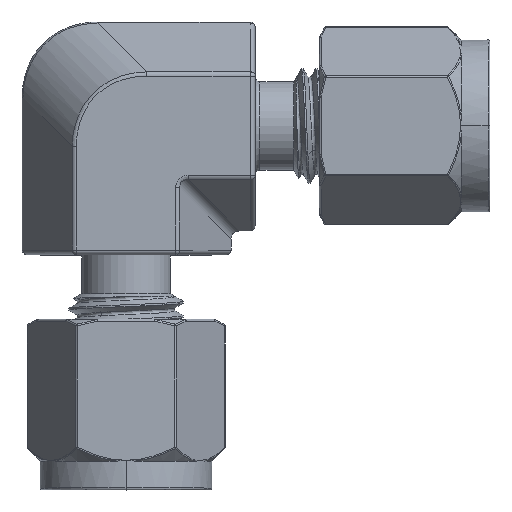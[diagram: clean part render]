
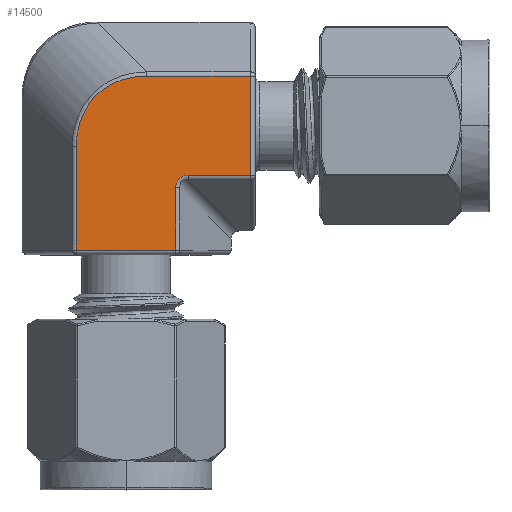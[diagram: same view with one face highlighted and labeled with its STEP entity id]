
A CAD part, top view. The second image highlights one B-rep face of the part: STEP entity #14500.
In plain terms, the highlighted planar face has unit normal (0, 0, 1).
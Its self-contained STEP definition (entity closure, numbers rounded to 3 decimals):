
#5114=DIRECTION('',(1.,0.,0.));
#5115=VECTOR('',#5114,4.332);
#5116=CARTESIAN_POINT('',(4.34,-3.474,6.35));
#5117=LINE('',#5116,#5115);
#5121=CARTESIAN_POINT('',(3.474,-4.34,6.35));
#5122=CARTESIAN_POINT('',(3.474,-4.314,6.35));
#5123=CARTESIAN_POINT('',(3.476,-4.263,6.35));
#5124=CARTESIAN_POINT('',(3.483,-4.192,6.35));
#5125=CARTESIAN_POINT('',(3.496,-4.124,6.35));
#5126=CARTESIAN_POINT('',(3.513,-4.059,6.35));
#5127=CARTESIAN_POINT('',(3.534,-3.997,6.35));
#5128=CARTESIAN_POINT('',(3.558,-3.939,6.35));
#5129=CARTESIAN_POINT('',(3.586,-3.885,6.35));
#5130=CARTESIAN_POINT('',(3.617,-3.835,6.35));
#5131=CARTESIAN_POINT('',(3.651,-3.787,6.35));
#5132=CARTESIAN_POINT('',(3.688,-3.743,6.35));
#5133=CARTESIAN_POINT('',(3.729,-3.702,6.35));
#5134=CARTESIAN_POINT('',(3.772,-3.663,6.35));
#5135=CARTESIAN_POINT('',(3.819,-3.628,6.35));
#5136=CARTESIAN_POINT('',(3.87,-3.595,6.35));
#5137=CARTESIAN_POINT('',(3.925,-3.565,6.35));
#5138=CARTESIAN_POINT('',(3.984,-3.539,6.35));
#5139=CARTESIAN_POINT('',(4.047,-3.516,6.35));
#5140=CARTESIAN_POINT('',(4.114,-3.498,6.35));
#5141=CARTESIAN_POINT('',(4.185,-3.484,6.35));
#5142=CARTESIAN_POINT('',(4.26,-3.476,6.35));
#5143=CARTESIAN_POINT('',(4.313,-3.474,6.35));
#5144=CARTESIAN_POINT('',(4.34,-3.474,6.35));
#5149=DIRECTION('',(0.,1.,0.));
#5150=VECTOR('',#5149,4.332);
#5151=CARTESIAN_POINT('',(3.474,-8.672,6.35));
#5152=LINE('',#5151,#5150);
#5156=DIRECTION('',(-1.,0.,0.));
#5157=VECTOR('',#5156,6.947);
#5158=CARTESIAN_POINT('',(3.474,-8.672,6.35));
#5159=LINE('',#5158,#5157);
#5163=DIRECTION('',(0.,-1.,0.));
#5164=VECTOR('',#5163,7.238);
#5165=CARTESIAN_POINT('',(-3.474,-1.434,6.35));
#5166=LINE('',#5165,#5164);
#5170=CARTESIAN_POINT('',(1.434,3.474,6.35));
#5171=CARTESIAN_POINT('',(1.336,3.474,6.35));
#5172=CARTESIAN_POINT('',(1.143,3.469,6.35));
#5173=CARTESIAN_POINT('',(0.867,3.449,6.35));
#5174=CARTESIAN_POINT('',(0.597,3.417,6.35));
#5175=CARTESIAN_POINT('',(0.336,3.372,6.35));
#5176=CARTESIAN_POINT('',(0.083,3.316,6.35));
#5177=CARTESIAN_POINT('',(-0.163,3.249,6.35));
#5178=CARTESIAN_POINT('',(-0.4,3.171,6.35));
#5179=CARTESIAN_POINT('',(-0.629,3.083,6.35));
#5180=CARTESIAN_POINT('',(-0.85,2.985,6.35));
#5181=CARTESIAN_POINT('',(-1.063,2.878,6.35));
#5182=CARTESIAN_POINT('',(-1.267,2.761,6.35));
#5183=CARTESIAN_POINT('',(-1.464,2.635,6.35));
#5184=CARTESIAN_POINT('',(-1.652,2.5,6.35));
#5185=CARTESIAN_POINT('',(-1.831,2.356,6.35));
#5186=CARTESIAN_POINT('',(-2.003,2.203,6.35));
#5187=CARTESIAN_POINT('',(-2.166,2.042,6.35));
#5188=CARTESIAN_POINT('',(-2.321,1.872,6.35));
#5189=CARTESIAN_POINT('',(-2.468,1.693,6.35));
#5190=CARTESIAN_POINT('',(-2.606,1.506,6.35));
#5191=CARTESIAN_POINT('',(-2.735,1.31,6.35));
#5192=CARTESIAN_POINT('',(-2.855,1.105,6.35));
#5193=CARTESIAN_POINT('',(-2.966,0.891,6.35));
#5194=CARTESIAN_POINT('',(-3.067,0.668,6.35));
#5195=CARTESIAN_POINT('',(-3.159,0.436,6.35));
#5196=CARTESIAN_POINT('',(-3.239,0.196,6.35));
#5197=CARTESIAN_POINT('',(-3.309,-0.053,6.35));
#5198=CARTESIAN_POINT('',(-3.367,-0.312,6.35));
#5199=CARTESIAN_POINT('',(-3.414,-0.578,6.35));
#5200=CARTESIAN_POINT('',(-3.448,-0.854,6.35));
#5201=CARTESIAN_POINT('',(-3.469,-1.139,6.35));
#5202=CARTESIAN_POINT('',(-3.474,-1.335,6.35));
#5203=CARTESIAN_POINT('',(-3.474,-1.434,6.35));
#5208=DIRECTION('',(-1.,0.,0.));
#5209=VECTOR('',#5208,7.238);
#5210=CARTESIAN_POINT('',(8.672,3.474,6.35));
#5211=LINE('',#5210,#5209);
#5215=DIRECTION('',(0.,-1.,0.));
#5216=VECTOR('',#5215,6.947);
#5217=CARTESIAN_POINT('',(8.672,3.474,6.35));
#5218=LINE('',#5217,#5216);
#10235=CARTESIAN_POINT('',(4.34,-3.474,6.35));
#10236=CARTESIAN_POINT('',(8.672,-3.474,6.35));
#10237=VERTEX_POINT('',#10235);
#10238=VERTEX_POINT('',#10236);
#10239=VERTEX_POINT('',#5121);
#10241=CARTESIAN_POINT('',(3.474,-8.672,6.35));
#10242=VERTEX_POINT('',#10241);
#10263=CARTESIAN_POINT('',(-3.474,-8.672,6.35));
#10264=VERTEX_POINT('',#10263);
#10271=CARTESIAN_POINT('',(8.672,3.474,6.35));
#10272=VERTEX_POINT('',#10271);
#10299=CARTESIAN_POINT('',(-3.474,-1.434,6.35));
#10300=VERTEX_POINT('',#10299);
#10301=VERTEX_POINT('',#5170);
#14479=CARTESIAN_POINT('',(0.,3.666,6.35));
#14480=DIRECTION('',(0.,0.,1.));
#14481=DIRECTION('',(0.,-1.,0.));
#14482=AXIS2_PLACEMENT_3D('',#14479,#14480,#14481);
#14483=PLANE('',#14482);
#14485=ORIENTED_EDGE('',*,*,#14484,.F.);
#14486=ORIENTED_EDGE('',*,*,#14469,.F.);
#14488=ORIENTED_EDGE('',*,*,#14487,.F.);
#14489=ORIENTED_EDGE('',*,*,#13995,.T.);
#14491=ORIENTED_EDGE('',*,*,#14490,.F.);
#14493=ORIENTED_EDGE('',*,*,#14492,.F.);
#14495=ORIENTED_EDGE('',*,*,#14494,.F.);
#14497=ORIENTED_EDGE('',*,*,#14496,.T.);
#14498=EDGE_LOOP('',(#14485,#14486,#14488,#14489,#14491,#14493,#14495,#14497));
#14499=FACE_OUTER_BOUND('',#14498,.F.);
#5145=B_SPLINE_CURVE_WITH_KNOTS('',3,(#5121,#5122,#5123,#5124,#5125,#5126,#5127,
#5128,#5129,#5130,#5131,#5132,#5133,#5134,#5135,#5136,#5137,#5138,#5139,#5140,
#5141,#5142,#5143,#5144),.UNSPECIFIED.,.F.,.F.,(4,1,1,1,1,1,1,1,1,1,1,1,1,1,1,1,
1,1,1,1,1,4),(0.,0.048,0.095,0.143,
0.19,0.238,0.286,0.333,
0.381,0.429,0.476,0.524,
0.571,0.619,0.667,0.714,
0.762,0.81,0.857,0.905,
0.952,1.),.UNSPECIFIED.);
#5204=B_SPLINE_CURVE_WITH_KNOTS('',3,(#5170,#5171,#5172,#5173,#5174,#5175,#5176,
#5177,#5178,#5179,#5180,#5181,#5182,#5183,#5184,#5185,#5186,#5187,#5188,#5189,
#5190,#5191,#5192,#5193,#5194,#5195,#5196,#5197,#5198,#5199,#5200,#5201,#5202,
#5203),.UNSPECIFIED.,.F.,.F.,(4,1,1,1,1,1,1,1,1,1,1,1,1,1,1,1,1,1,1,1,1,1,1,1,1,
1,1,1,1,1,1,4),(0.,0.032,0.065,0.097,
0.129,0.161,0.194,0.226,
0.258,0.29,0.323,0.355,
0.387,0.419,0.452,0.484,
0.516,0.548,0.581,0.613,
0.645,0.677,0.71,0.742,
0.774,0.806,0.839,0.871,
0.903,0.935,0.968,1.),.UNSPECIFIED.);
#13995=EDGE_CURVE('',#10242,#10264,#5159,.T.);
#14469=EDGE_CURVE('',#10239,#10237,#5145,.T.);
#14484=EDGE_CURVE('',#10237,#10238,#5117,.T.);
#14487=EDGE_CURVE('',#10242,#10239,#5152,.T.);
#14490=EDGE_CURVE('',#10300,#10264,#5166,.T.);
#14492=EDGE_CURVE('',#10301,#10300,#5204,.T.);
#14494=EDGE_CURVE('',#10272,#10301,#5211,.T.);
#14496=EDGE_CURVE('',#10272,#10238,#5218,.T.);
#14500=ADVANCED_FACE('',(#14499),#14483,.T.);
